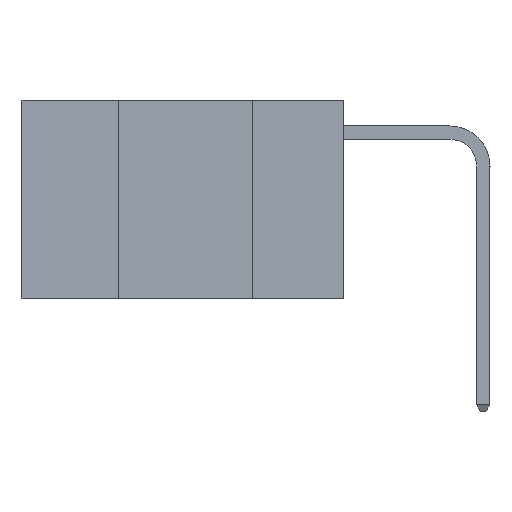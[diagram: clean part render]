
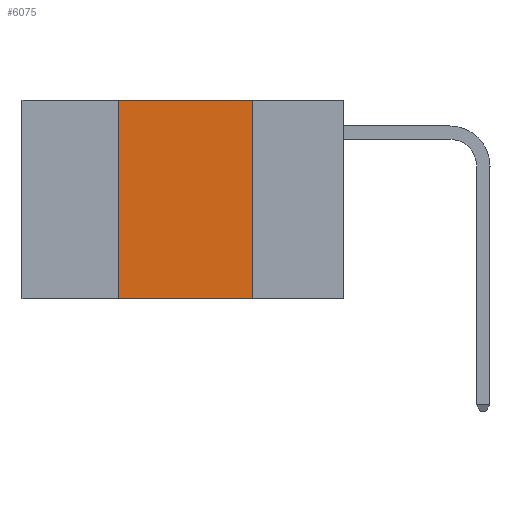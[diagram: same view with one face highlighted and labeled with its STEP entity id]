
A CAD part, left-side view. The second image highlights one B-rep face of the part: STEP entity #6075.
In plain terms, the highlighted planar face has unit normal (-1, 0, 0).
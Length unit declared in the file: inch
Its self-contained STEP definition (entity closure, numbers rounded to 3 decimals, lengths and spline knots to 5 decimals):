
#106 = DIRECTION ( 'NONE',  ( 0., 0., -1. ) ) ;
#345 = VECTOR ( 'NONE', #5575, 39.37008 ) ;
#488 = EDGE_CURVE ( 'NONE', #6647, #5088, #9246, .T. ) ;
#514 = CARTESIAN_POINT ( 'NONE',  ( 0., 0.17, 0. ) ) ;
#602 = CARTESIAN_POINT ( 'NONE',  ( 0., 0.42, -0.37 ) ) ;
#653 = DIRECTION ( 'NONE',  ( 0., 0., 1. ) ) ;
#665 = EDGE_CURVE ( 'NONE', #1286, #6647, #5853, .T. ) ;
#811 = ORIENTED_EDGE ( 'NONE', *, *, #6366, .F. ) ;
#1286 = VERTEX_POINT ( 'NONE', #602 ) ;
#1946 = CARTESIAN_POINT ( 'NONE',  ( 0., 0.6, 0. ) ) ;
#2554 = ORIENTED_EDGE ( 'NONE', *, *, #488, .F. ) ;
#2785 = PLANE ( 'NONE',  #6938 ) ;
#2870 = DIRECTION ( 'NONE',  ( 0., -1., 0. ) ) ;
#4152 = ORIENTED_EDGE ( 'NONE', *, *, #8174, .T. ) ;
#4462 = FACE_OUTER_BOUND ( 'NONE', #9096, .T. ) ;
#4629 = CARTESIAN_POINT ( 'NONE',  ( 0., 0.17, 0. ) ) ;
#4763 = CARTESIAN_POINT ( 'NONE',  ( 0., 0.6, -0.37 ) ) ;
#4972 = CARTESIAN_POINT ( 'NONE',  ( 0., 0.42, 0. ) ) ;
#5008 = VECTOR ( 'NONE', #2870, 39.37008 ) ;
#5088 = VERTEX_POINT ( 'NONE', #4629 ) ;
#5168 = LINE ( 'NONE', #4763, #345 ) ;
#5359 = CARTESIAN_POINT ( 'NONE',  ( 0., 0.17, -0.37 ) ) ;
#5480 = DIRECTION ( 'NONE',  ( 1., 0., 0. ) ) ;
#5575 = DIRECTION ( 'NONE',  ( 0., -1., 0. ) ) ;
#5853 = LINE ( 'NONE', #4972, #9583 ) ;
#6075 = ADVANCED_FACE ( 'NONE', ( #4462 ), #2785, .F. ) ;
#6366 = EDGE_CURVE ( 'NONE', #5088, #8781, #6531, .T. ) ;
#6531 = LINE ( 'NONE', #514, #10348 ) ;
#6647 = VERTEX_POINT ( 'NONE', #7016 ) ;
#6938 = AXIS2_PLACEMENT_3D ( 'NONE', #10141, #5480, #106 ) ;
#7016 = CARTESIAN_POINT ( 'NONE',  ( 0., 0.42, 0. ) ) ;
#8174 = EDGE_CURVE ( 'NONE', #1286, #8781, #5168, .T. ) ;
#8244 = DIRECTION ( 'NONE',  ( 0., 0., -1. ) ) ;
#8389 = ORIENTED_EDGE ( 'NONE', *, *, #665, .F. ) ;
#8781 = VERTEX_POINT ( 'NONE', #5359 ) ;
#9096 = EDGE_LOOP ( 'NONE', ( #811, #2554, #8389, #4152 ) ) ;
#9246 = LINE ( 'NONE', #1946, #5008 ) ;
#9583 = VECTOR ( 'NONE', #653, 39.37008 ) ;
#10141 = CARTESIAN_POINT ( 'NONE',  ( 0., 0.6, 0. ) ) ;
#10348 = VECTOR ( 'NONE', #8244, 39.37008 ) ;
